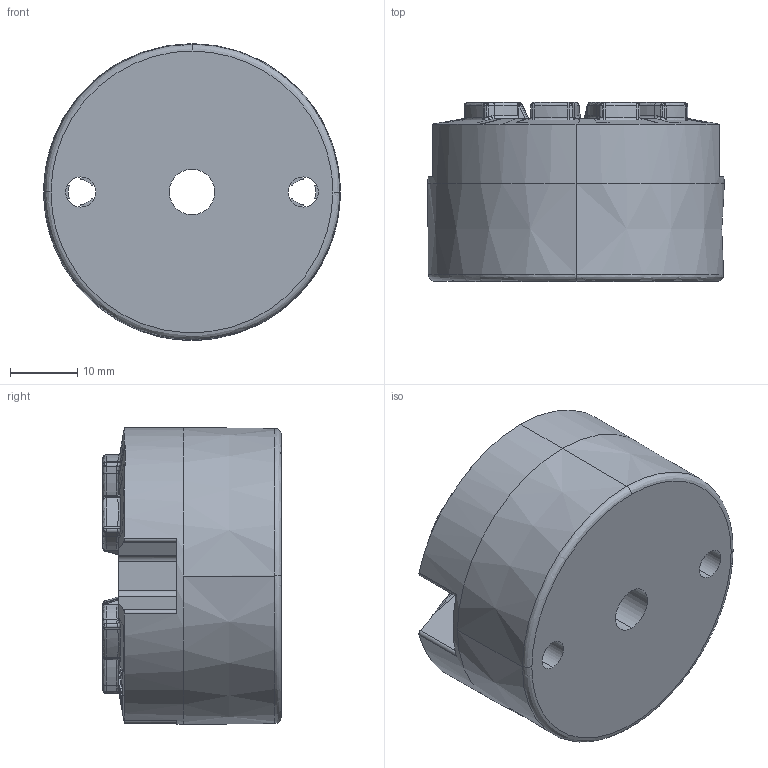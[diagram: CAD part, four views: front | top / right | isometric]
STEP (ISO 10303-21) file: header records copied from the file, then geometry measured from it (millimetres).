
FILE_DESCRIPTION (( 'STEP AP214' ), '1' );
FILE_NAME ('TMT36-13A9_101.STEP', '2025-03-26T16:48:23', ( '' ), ( '' ), 'SwSTEP 2.0', 'SolidWorks 2024', '' );
FILE_SCHEMA (( 'AUTOMOTIVE_DESIGN' ));
Length unit declared in the file: inch
Products named in the file (1): TMT36-13A9_101
Bounding box: 44 x 26.5 x 44 mm (x, y, z)
Volume: 31030.1 mm3; surface area: 9171.4 mm2
Topology: 1 solids, 1 shells, 1795 faces, 4693 edges, 2914 vertices
Faces by surface type: cylinder 665, plane 617, bspline 365, cone 140, torus 8
Entity records: 76948 total; most frequent: CARTESIAN_POINT 38053, ORIENTED_EDGE 9342, DIRECTION 6431, EDGE_CURVE 4671, VERTEX_POINT 2909, AXIS2_PLACEMENT_3D 2348, B_SPLINE_CURVE_WITH_KNOTS 1897, EDGE_LOOP 1828
